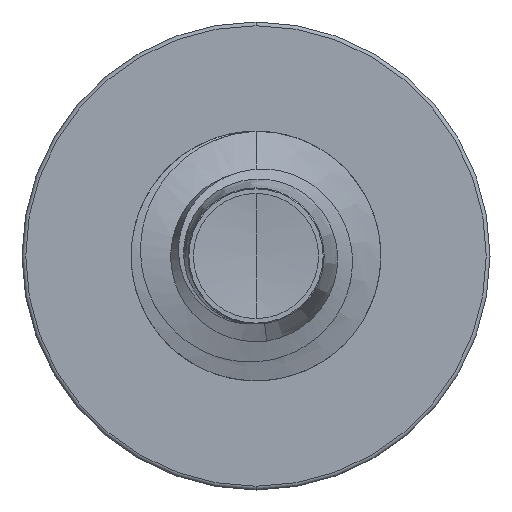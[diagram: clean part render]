
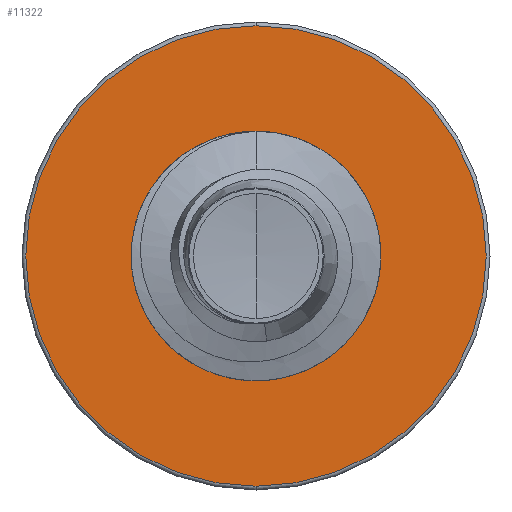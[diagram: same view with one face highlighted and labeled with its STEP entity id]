
A CAD part, front view. The second image highlights one B-rep face of the part: STEP entity #11322.
In plain terms, the highlighted planar face has unit normal (0, -1, 0).
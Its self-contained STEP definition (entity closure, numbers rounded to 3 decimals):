
#694 = VERTEX_POINT ( 'NONE', #7011 ) ;
#875 = DIRECTION ( 'NONE',  ( 0., 1., 0. ) ) ;
#906 = DIRECTION ( 'NONE',  ( 0., 0., 1. ) ) ;
#1254 = CARTESIAN_POINT ( 'NONE',  ( 0., 9., 0. ) ) ;
#1263 = AXIS2_PLACEMENT_3D ( 'NONE', #6879, #6867, #6842 ) ;
#1651 = DIRECTION ( 'NONE',  ( 0., 0., 1. ) ) ;
#1691 = CIRCLE ( 'NONE', #1263, 1.989 ) ;
#2459 = EDGE_CURVE ( 'NONE', #694, #10896, #1691, .T. ) ;
#3077 = EDGE_LOOP ( 'NONE', ( #7295, #10412 ) ) ;
#3306 = EDGE_CURVE ( 'NONE', #10896, #694, #3370, .T. ) ;
#3370 = CIRCLE ( 'NONE', #10097, 1.989 ) ;
#3907 = CIRCLE ( 'NONE', #9892, 3.69 ) ;
#4251 = CARTESIAN_POINT ( 'NONE',  ( 0., 9., 3.69 ) ) ;
#4455 = ORIENTED_EDGE ( 'NONE', *, *, #4499, .F. ) ;
#4499 = EDGE_CURVE ( 'NONE', #5491, #4517, #11032, .T. ) ;
#4517 = VERTEX_POINT ( 'NONE', #8177 ) ;
#5371 = ORIENTED_EDGE ( 'NONE', *, *, #8333, .F. ) ;
#5411 = DIRECTION ( 'NONE',  ( 0., 0., 1. ) ) ;
#5431 = DIRECTION ( 'NONE',  ( 0., 1., 0. ) ) ;
#5441 = CARTESIAN_POINT ( 'NONE',  ( 0., 9., 0. ) ) ;
#5491 = VERTEX_POINT ( 'NONE', #4251 ) ;
#5604 = DIRECTION ( 'NONE',  ( 0., 1., 0. ) ) ;
#5645 = CARTESIAN_POINT ( 'NONE',  ( 0., 9., 1.989 ) ) ;
#6376 = AXIS2_PLACEMENT_3D ( 'NONE', #1254, #875, #906 ) ;
#6842 = DIRECTION ( 'NONE',  ( 0., 0., 1. ) ) ;
#6867 = DIRECTION ( 'NONE',  ( 0., 1., 0. ) ) ;
#6879 = CARTESIAN_POINT ( 'NONE',  ( 0., 9., 0. ) ) ;
#7011 = CARTESIAN_POINT ( 'NONE',  ( 0., 9., -1.989 ) ) ;
#7295 = ORIENTED_EDGE ( 'NONE', *, *, #3306, .T. ) ;
#7321 = PLANE ( 'NONE',  #10941 ) ;
#8177 = CARTESIAN_POINT ( 'NONE',  ( 0., 9., -3.69 ) ) ;
#8295 = DIRECTION ( 'NONE',  ( 0., 1., 0. ) ) ;
#8333 = EDGE_CURVE ( 'NONE', #4517, #5491, #3907, .T. ) ;
#8521 = FACE_OUTER_BOUND ( 'NONE', #8872, .T. ) ;
#8872 = EDGE_LOOP ( 'NONE', ( #4455, #5371 ) ) ;
#9892 = AXIS2_PLACEMENT_3D ( 'NONE', #10646, #5604, #11139 ) ;
#10097 = AXIS2_PLACEMENT_3D ( 'NONE', #5441, #5431, #5411 ) ;
#10412 = ORIENTED_EDGE ( 'NONE', *, *, #2459, .T. ) ;
#10550 = FACE_BOUND ( 'NONE', #3077, .T. ) ;
#10646 = CARTESIAN_POINT ( 'NONE',  ( 0., 9., 0. ) ) ;
#10896 = VERTEX_POINT ( 'NONE', #5645 ) ;
#10941 = AXIS2_PLACEMENT_3D ( 'NONE', #11349, #8295, #1651 ) ;
#11032 = CIRCLE ( 'NONE', #6376, 3.69 ) ;
#11139 = DIRECTION ( 'NONE',  ( 0., 0., 1. ) ) ;
#11322 = ADVANCED_FACE ( 'NONE', ( #8521, #10550 ), #7321, .F. ) ;
#11349 = CARTESIAN_POINT ( 'NONE',  ( 0., 9., -1.989 ) ) ;
